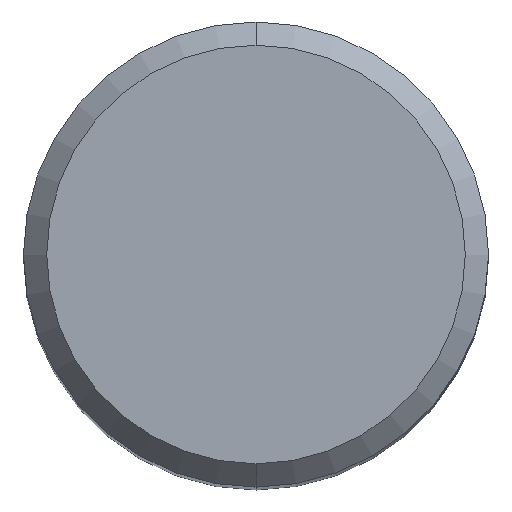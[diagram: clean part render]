
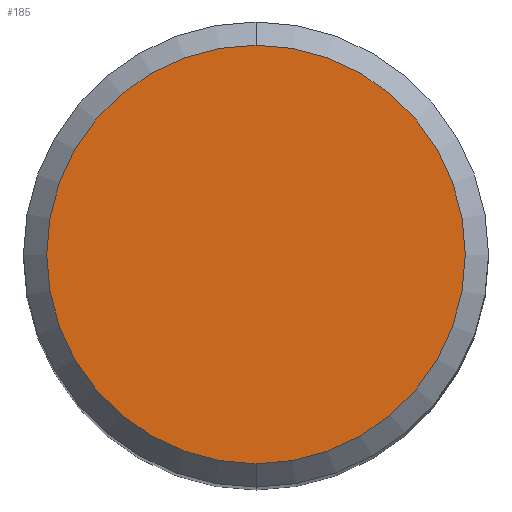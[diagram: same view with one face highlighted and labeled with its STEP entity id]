
A CAD part, top view. The second image highlights one B-rep face of the part: STEP entity #185.
In plain terms, the highlighted planar face has unit normal (0, 0, 1).
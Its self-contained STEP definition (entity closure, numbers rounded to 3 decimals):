
#119=VERTEX_POINT('',#272);
#183=EDGE_CURVE('',#119,#223,#344,.T.);
#185=ADVANCED_FACE('',(#346),#347,.T.);
#191=EDGE_CURVE('',#223,#119,#353,.T.);
#223=VERTEX_POINT('',#390);
#272=CARTESIAN_POINT('',(0.0,5.4,0.0));
#344=CIRCLE('',#533,5.4);
#346=FACE_OUTER_BOUND('',#535,.T.);
#347=PLANE('',#536);
#353=CIRCLE('',#545,5.4);
#390=CARTESIAN_POINT('',(0.,-5.4,0.0));
#533=AXIS2_PLACEMENT_3D('',#722,#723,#724);
#535=EDGE_LOOP('',(#726,#727));
#536=AXIS2_PLACEMENT_3D('',#728,#729,#730);
#545=AXIS2_PLACEMENT_3D('',#732,#733,#734);
#722=CARTESIAN_POINT('',(0.0,0.0,0.0));
#723=DIRECTION('',(0.0,0.0,-1.0));
#724=DIRECTION('',(0.0,1.0,0.0));
#726=ORIENTED_EDGE('',*,*,#183,.F.);
#727=ORIENTED_EDGE('',*,*,#191,.F.);
#728=CARTESIAN_POINT('',(0.0,2.7,0.0));
#729=DIRECTION('',(-0.0,0.0,1.0));
#730=DIRECTION('',(0.0,-1.0,0.0));
#732=CARTESIAN_POINT('',(0.0,0.0,0.0));
#733=DIRECTION('',(0.0,0.0,-1.0));
#734=DIRECTION('',(0.0,1.0,0.0));
